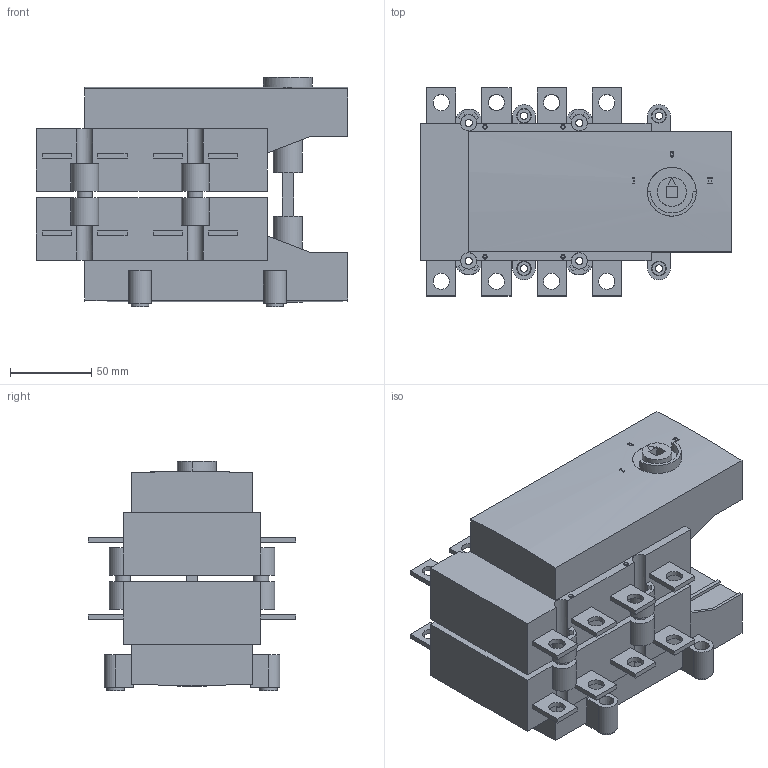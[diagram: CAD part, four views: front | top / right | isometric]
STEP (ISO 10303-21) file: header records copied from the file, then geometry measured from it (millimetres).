
FILE_DESCRIPTION((''),'2;1');
FILE_NAME('Conmut S5000F-100-125-160A 3P+N (2011-07).stp','2011-07-27T09:05:16',('david'),(''),'Autodesk Inventor 2010','Autodesk Inventor 2010','');
FILE_SCHEMA(('CONFIG_CONTROL_DESIGN'));
Length unit declared in the file: millimetre
Products named in the file (1): Conmut S5000F-100-125-160A 3P+N (2011-07)
Bounding box: 192 x 128 x 141 mm (x, y, z)
Volume: 1598884.5 mm3; surface area: 158449.8 mm2
Topology: 1 solids, 1 shells, 425 faces, 1141 edges, 763 vertices
Faces by surface type: plane 307, cylinder 94, bspline 12, cone 12
Full cylindrical faces by diameter (mm): 1.8 x8, 4.5 x8, 9.311 x4, 10 x24, 10.724 x4, 18 x4
Entity records: 13555 total; most frequent: CARTESIAN_POINT 2699, DIRECTION 2132, ORIENTED_EDGE 2104, EDGE_CURVE 1052, VECTOR 746, LINE 746, VERTEX_POINT 737, AXIS2_PLACEMENT_3D 693
